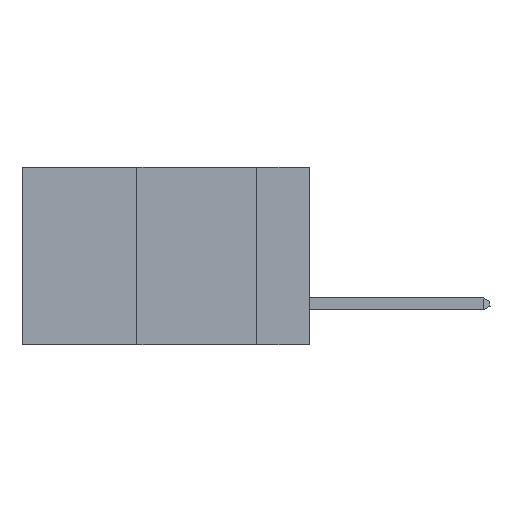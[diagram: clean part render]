
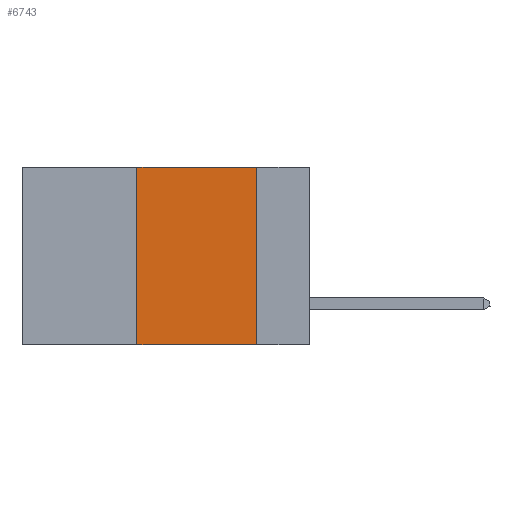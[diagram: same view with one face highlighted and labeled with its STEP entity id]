
A CAD part, left-side view. The second image highlights one B-rep face of the part: STEP entity #6743.
In plain terms, the highlighted planar face has unit normal (-1, 0, 0).
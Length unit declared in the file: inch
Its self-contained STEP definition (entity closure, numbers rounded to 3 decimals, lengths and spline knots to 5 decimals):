
#4 = CARTESIAN_POINT ( 'NONE',  ( 0., 0.6, 0. ) ) ;
#656 = CARTESIAN_POINT ( 'NONE',  ( 0., 0.11, 0. ) ) ;
#808 = DIRECTION ( 'NONE',  ( 0., 0., 1. ) ) ;
#1017 = CARTESIAN_POINT ( 'NONE',  ( 0., 0.36, -0.37 ) ) ;
#1941 = VECTOR ( 'NONE', #10728, 39.37008 ) ;
#2744 = LINE ( 'NONE', #14590, #5482 ) ;
#2873 = VERTEX_POINT ( 'NONE', #14411 ) ;
#3616 = DIRECTION ( 'NONE',  ( 0., -1., 0. ) ) ;
#3975 = VECTOR ( 'NONE', #3616, 39.37008 ) ;
#4008 = AXIS2_PLACEMENT_3D ( 'NONE', #7098, #16019, #7977 ) ;
#4156 = FACE_OUTER_BOUND ( 'NONE', #11139, .T. ) ;
#4205 = VERTEX_POINT ( 'NONE', #1017 ) ;
#5171 = ORIENTED_EDGE ( 'NONE', *, *, #8769, .F. ) ;
#5482 = VECTOR ( 'NONE', #808, 39.37008 ) ;
#5628 = ORIENTED_EDGE ( 'NONE', *, *, #15695, .F. ) ;
#6062 = CARTESIAN_POINT ( 'NONE',  ( 0., 0.6, -0.37 ) ) ;
#6531 = EDGE_CURVE ( 'NONE', #4205, #8154, #15739, .T. ) ;
#6583 = CARTESIAN_POINT ( 'NONE',  ( 0., 0.36, 0. ) ) ;
#6743 = ADVANCED_FACE ( 'NONE', ( #4156 ), #8048, .F. ) ;
#7098 = CARTESIAN_POINT ( 'NONE',  ( 0., 0.6, 0. ) ) ;
#7973 = ORIENTED_EDGE ( 'NONE', *, *, #6531, .T. ) ;
#7977 = DIRECTION ( 'NONE',  ( 0., 0., -1. ) ) ;
#8048 = PLANE ( 'NONE',  #4008 ) ;
#8154 = VERTEX_POINT ( 'NONE', #11037 ) ;
#8769 = EDGE_CURVE ( 'NONE', #4205, #13061, #2744, .T. ) ;
#9839 = DIRECTION ( 'NONE',  ( 0., -1., 0. ) ) ;
#10049 = VECTOR ( 'NONE', #9839, 39.37008 ) ;
#10728 = DIRECTION ( 'NONE',  ( 0., 0., -1. ) ) ;
#11037 = CARTESIAN_POINT ( 'NONE',  ( 0., 0.11, -0.37 ) ) ;
#11139 = EDGE_LOOP ( 'NONE', ( #5628, #15080, #5171, #7973 ) ) ;
#11398 = LINE ( 'NONE', #656, #1941 ) ;
#13061 = VERTEX_POINT ( 'NONE', #6583 ) ;
#13420 = LINE ( 'NONE', #4, #10049 ) ;
#13981 = EDGE_CURVE ( 'NONE', #13061, #2873, #13420, .T. ) ;
#14411 = CARTESIAN_POINT ( 'NONE',  ( 0., 0.11, 0. ) ) ;
#14590 = CARTESIAN_POINT ( 'NONE',  ( 0., 0.36, 0. ) ) ;
#15080 = ORIENTED_EDGE ( 'NONE', *, *, #13981, .F. ) ;
#15695 = EDGE_CURVE ( 'NONE', #2873, #8154, #11398, .T. ) ;
#15739 = LINE ( 'NONE', #6062, #3975 ) ;
#16019 = DIRECTION ( 'NONE',  ( 1., 0., 0. ) ) ;
